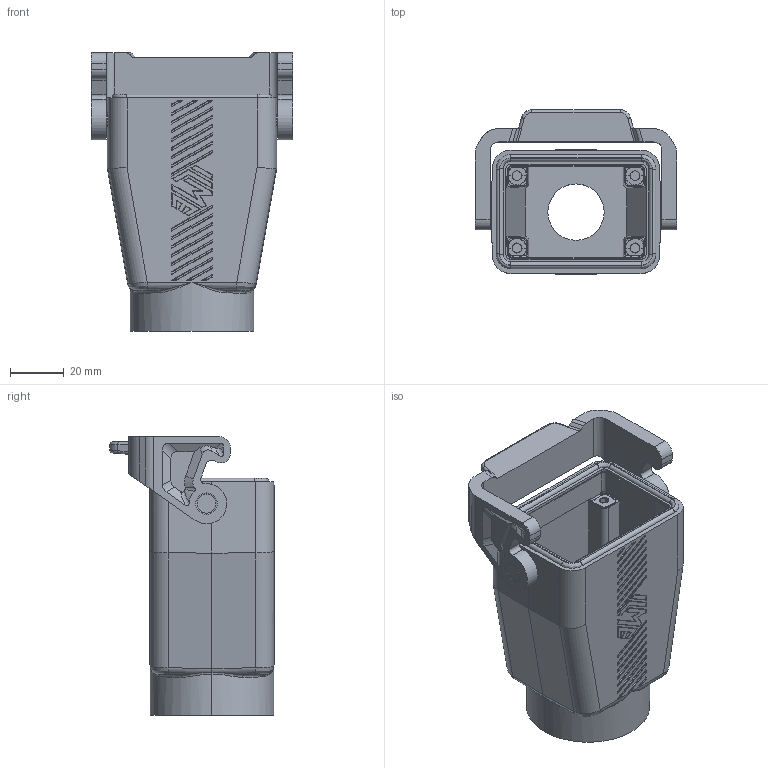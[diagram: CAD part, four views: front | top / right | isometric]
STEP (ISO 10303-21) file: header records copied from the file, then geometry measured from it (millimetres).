
FILE_DESCRIPTION(('Creo Elements/Direct Modeling STEP Export'),'2;1');
FILE_NAME('37jbk2e5h1o1eth5648','2022-02-03T16:05:55',(''),(''),'Creo Elements/Direct Modeling STEP processor for AP214 (Solid Model)','Creo Elements/Direct Modeling 20.1B 02-Apr-2019 (C) Parametric Technology GmbH','');
FILE_SCHEMA(('AUTOMOTIVE_DESIGN { 1 0 10303 214 1 1 1 1 }'));
Length unit declared in the file: millimetre
Products named in the file (2): TAVH 06 LG25
Assembly tree (1 placements, depth 2):
  TAVH 06 LG25
    TAVH 06 LG25
Bounding box: 75 x 61.15 x 103.9 mm (x, y, z)
Volume: 116895.8 mm3; surface area: 43147.6 mm2
Topology: 1 solids, 1 shells, 708 faces, 1906 edges, 1244 vertices
Faces by surface type: cylinder 344, plane 312, bspline 30, torus 14, cone 8
Entity records: 37734 total; most frequent: CARTESIAN_POINT 14591, ORIENTED_EDGE 3804, DIRECTION 3446, EDGE_CURVE 1902, VERTEX_POINT 1244, VECTOR 1202, LINE 1202, AXIS2_PLACEMENT_3D 1122
